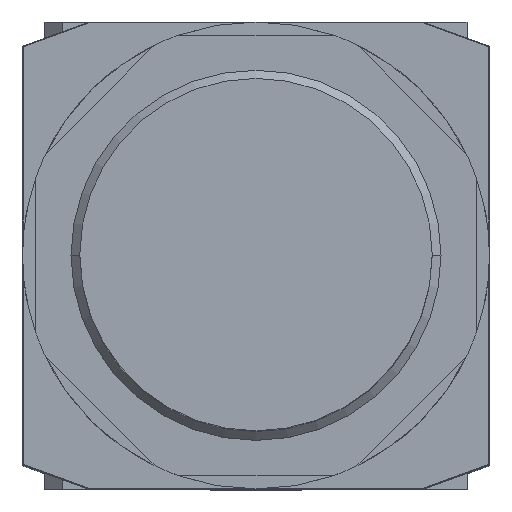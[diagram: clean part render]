
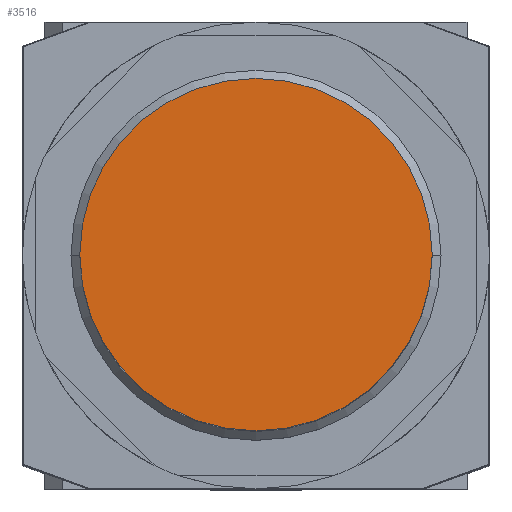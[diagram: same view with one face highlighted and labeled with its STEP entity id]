
A CAD part, top view. The second image highlights one B-rep face of the part: STEP entity #3516.
In plain terms, the highlighted planar face has unit normal (0, 0, 1).
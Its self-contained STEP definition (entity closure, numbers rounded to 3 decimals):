
#2292=CARTESIAN_POINT('',(20.0,0.0,114.5));
#2293=VERTEX_POINT('',#2292);
#2309=CARTESIAN_POINT('',(-20.0,0.,114.5));
#2310=VERTEX_POINT('',#2309);
#2317=CARTESIAN_POINT('',(0.0,0.0,114.5));
#2318=DIRECTION('',(0.0,0.0,1.0));
#2319=DIRECTION('',(1.0,0.0,0.0));
#2320=AXIS2_PLACEMENT_3D('',#2317,#2318,#2319);
#2321=CIRCLE('',#2320,20.0);
#2322=EDGE_CURVE('',#2293,#2310,#2321,.T.);
#3501=CARTESIAN_POINT('',(10.0,0.0,114.5));
#3502=DIRECTION('',(0.0,0.0,1.0));
#3503=DIRECTION('',(1.0,0.0,0.0));
#3504=AXIS2_PLACEMENT_3D('',#3501,#3502,#3503);
#3505=PLANE('',#3504);
#3506=ORIENTED_EDGE('',*,*,#2322,.T.);
#3507=CARTESIAN_POINT('',(0.0,0.0,114.5));
#3508=DIRECTION('',(0.0,0.0,1.0));
#3509=DIRECTION('',(1.0,0.0,0.0));
#3510=AXIS2_PLACEMENT_3D('',#3507,#3508,#3509);
#3511=CIRCLE('',#3510,20.0);
#3512=EDGE_CURVE('',#2310,#2293,#3511,.T.);
#3513=ORIENTED_EDGE('',*,*,#3512,.T.);
#3514=EDGE_LOOP('',(#3506,#3513));
#3515=FACE_OUTER_BOUND('',#3514,.T.);
#3516=ADVANCED_FACE('',(#3515),#3505,.T.);
